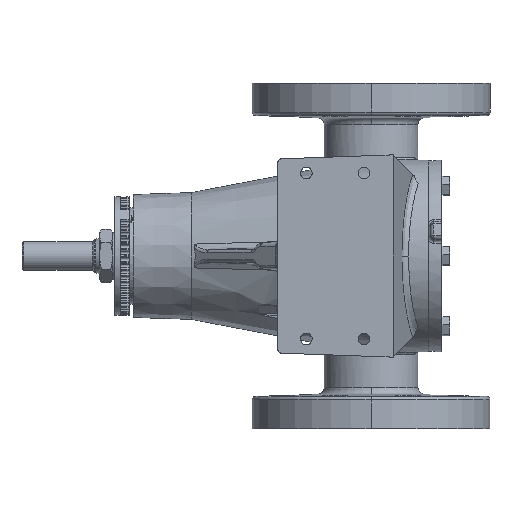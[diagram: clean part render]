
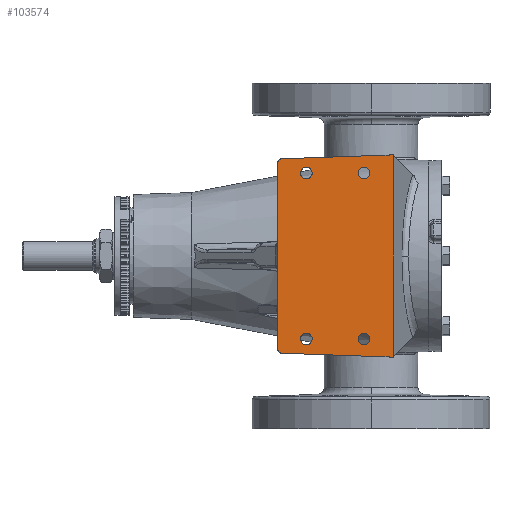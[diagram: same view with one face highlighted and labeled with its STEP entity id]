
A CAD part, front view. The second image highlights one B-rep face of the part: STEP entity #103574.
In plain terms, the highlighted planar face has unit normal (0, -1, 0).
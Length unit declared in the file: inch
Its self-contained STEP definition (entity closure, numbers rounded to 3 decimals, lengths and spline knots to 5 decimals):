
#104 = FACE_BOUND ( 'NONE', #67673, .T. ) ;
#429 = CIRCLE ( 'NONE', #61147, 0.20312 ) ;
#1601 = CIRCLE ( 'NONE', #2930, 0.12 ) ;
#2596 = DIRECTION ( 'NONE',  ( 0., -1., 0. ) ) ;
#2770 = LINE ( 'NONE', #11962, #15596 ) ;
#2828 = AXIS2_PLACEMENT_3D ( 'NONE', #12949, #60767, #52573 ) ;
#2930 = AXIS2_PLACEMENT_3D ( 'NONE', #101431, #20493, #77215 ) ;
#4038 = ORIENTED_EDGE ( 'NONE', *, *, #27872, .F. ) ;
#4081 = DIRECTION ( 'NONE',  ( 0., 0., 1. ) ) ;
#4701 = VECTOR ( 'NONE', #15469, 39.37008 ) ;
#5806 = ORIENTED_EDGE ( 'NONE', *, *, #31329, .F. ) ;
#6413 = FACE_BOUND ( 'NONE', #97692, .T. ) ;
#7420 = CARTESIAN_POINT ( 'NONE',  ( -4.25, -5.25, -2.67687 ) ) ;
#7697 = VERTEX_POINT ( 'NONE', #60365 ) ;
#8407 = AXIS2_PLACEMENT_3D ( 'NONE', #52942, #27694, #4081 ) ;
#9693 = VERTEX_POINT ( 'NONE', #68143 ) ;
#10554 = CARTESIAN_POINT ( 'NONE',  ( -5.12419, -5.25, -3.37404 ) ) ;
#11231 = VERTEX_POINT ( 'NONE', #101002 ) ;
#11939 = DIRECTION ( 'NONE',  ( 0., -1., 0. ) ) ;
#11962 = CARTESIAN_POINT ( 'NONE',  ( -5.24, -5.25, 0. ) ) ;
#12094 = VERTEX_POINT ( 'NONE', #67210 ) ;
#12320 = EDGE_LOOP ( 'NONE', ( #75480, #5806 ) ) ;
#12949 = CARTESIAN_POINT ( 'NONE',  ( -2.25, -5.25, 2.88 ) ) ;
#13059 = DIRECTION ( 'NONE',  ( 0.999, 0., -0.035 ) ) ;
#15469 = DIRECTION ( 'NONE',  ( 0.999, 0., 0.035 ) ) ;
#15596 = VECTOR ( 'NONE', #37297, 39.37008 ) ;
#16632 = CIRCLE ( 'NONE', #42348, 0.20312 ) ;
#18687 = DIRECTION ( 'NONE',  ( 0., 0., -1. ) ) ;
#18790 = EDGE_CURVE ( 'Defeatured_0_646+Defeatured_0_1072+Defeatured_0_1072+Defeatured_0_1072', #12094, #52070, #16632, .T. ) ;
#19157 = DIRECTION ( 'NONE',  ( 0., -1., 0. ) ) ;
#19406 = ORIENTED_EDGE ( 'NONE', *, *, #69881, .F. ) ;
#20467 = FACE_BOUND ( 'NONE', #31485, .T. ) ;
#20493 = DIRECTION ( 'NONE',  ( 0., 1., 0. ) ) ;
#21832 = CIRCLE ( 'NONE', #2828, 0.20312 ) ;
#22509 = VECTOR ( 'NONE', #80087, 39.37008 ) ;
#22944 = CARTESIAN_POINT ( 'NONE',  ( -4.25, -5.25, -3.08312 ) ) ;
#23032 = CARTESIAN_POINT ( 'NONE',  ( -1.24, -5.25, 0. ) ) ;
#23794 = DIRECTION ( 'NONE',  ( 0., -1., 0. ) ) ;
#25470 = ORIENTED_EDGE ( 'NONE', *, *, #40393, .F. ) ;
#27694 = DIRECTION ( 'NONE',  ( 0., 1., 0. ) ) ;
#27872 = EDGE_CURVE ( 'Defeatured_0_1064+Defeatured_0_1072+Defeatured_0_1071+Defeatured_0_1555', #82924, #47098, #1601, .T. ) ;
#27935 = AXIS2_PLACEMENT_3D ( 'NONE', #44786, #11939, #60817 ) ;
#29029 = CARTESIAN_POINT ( 'NONE',  ( -2.25, -5.25, -2.88 ) ) ;
#29522 = VERTEX_POINT ( 'NONE', #50388 ) ;
#29960 = AXIS2_PLACEMENT_3D ( 'NONE', #32700, #97599, #48720 ) ;
#30839 = ORIENTED_EDGE ( 'NONE', *, *, #18790, .F. ) ;
#31058 = CARTESIAN_POINT ( 'NONE',  ( -2.25, -5.25, 2.88 ) ) ;
#31329 = EDGE_CURVE ( 'Defeatured_0_645+Defeatured_0_1072+Defeatured_0_1072+Defeatured_0_1072', #29522, #38301, #21832, .T. ) ;
#31485 = EDGE_LOOP ( 'NONE', ( #32501, #56537 ) ) ;
#31486 = CARTESIAN_POINT ( 'NONE',  ( -2.25, -5.25, -3.08312 ) ) ;
#31978 = FACE_OUTER_BOUND ( 'NONE', #56243, .T. ) ;
#32501 = ORIENTED_EDGE ( 'NONE', *, *, #44556, .F. ) ;
#32700 = CARTESIAN_POINT ( 'NONE',  ( -4.25, -5.25, -2.88 ) ) ;
#34477 = CIRCLE ( 'NONE', #55289, 0.20312 ) ;
#36856 = DIRECTION ( 'NONE',  ( 0., -1., 0. ) ) ;
#37297 = DIRECTION ( 'NONE',  ( 0., 0., -1. ) ) ;
#37641 = EDGE_CURVE ( 'Defeatured_0_644+Defeatured_0_1072+Defeatured_0_1072+Defeatured_0_1072', #62221, #76479, #34477, .T. ) ;
#38301 = VERTEX_POINT ( 'NONE', #104046 ) ;
#38782 = AXIS2_PLACEMENT_3D ( 'NONE', #52841, #69977, #53534 ) ;
#40353 = CIRCLE ( 'NONE', #61980, 0.20312 ) ;
#40393 = EDGE_CURVE ( 'Defeatured_0_1063+Defeatured_0_1072+Defeatured_0_1555+Defeatured_0_1073', #45340, #102352, #86863, .T. ) ;
#42348 = AXIS2_PLACEMENT_3D ( 'NONE', #42384, #19157, #76236 ) ;
#42384 = CARTESIAN_POINT ( 'NONE',  ( -4.25, -5.25, 2.88 ) ) ;
#43254 = ORIENTED_EDGE ( 'NONE', *, *, #104828, .T. ) ;
#43285 = PLANE ( 'NONE',  #38782 ) ;
#44213 = LINE ( 'NONE', #23032, #22509 ) ;
#44506 = CARTESIAN_POINT ( 'NONE',  ( -5.24, -5.25, -3.25412 ) ) ;
#44556 = EDGE_CURVE ( 'Defeatured_0_644+Defeatured_0_1072+Defeatured_0_1072+Defeatured_0_1072', #76479, #62221, #89112, .T. ) ;
#44786 = CARTESIAN_POINT ( 'NONE',  ( -4.25, -5.25, 2.88 ) ) ;
#45051 = DIRECTION ( 'NONE',  ( 0., 0., -1. ) ) ;
#45340 = VERTEX_POINT ( 'NONE', #66765 ) ;
#46554 = AXIS2_PLACEMENT_3D ( 'NONE', #31058, #79909, #95610 ) ;
#47098 = VERTEX_POINT ( 'NONE', #44506 ) ;
#48151 = LINE ( 'NONE', #64366, #4701 ) ;
#48681 = ORIENTED_EDGE ( 'NONE', *, *, #91922, .F. ) ;
#48720 = DIRECTION ( 'NONE',  ( 0., 0., -1. ) ) ;
#48741 = DIRECTION ( 'NONE',  ( 0., 0., -1. ) ) ;
#50388 = CARTESIAN_POINT ( 'NONE',  ( -2.25, -5.25, 3.08312 ) ) ;
#52070 = VERTEX_POINT ( 'NONE', #77857 ) ;
#52420 = CIRCLE ( 'NONE', #46554, 0.20312 ) ;
#52573 = DIRECTION ( 'NONE',  ( 0., 0., -1. ) ) ;
#52841 = CARTESIAN_POINT ( 'NONE',  ( 0., -5.25, 0. ) ) ;
#52942 = CARTESIAN_POINT ( 'NONE',  ( -5.12, -5.25, 3.25412 ) ) ;
#53534 = DIRECTION ( 'NONE',  ( 0., 0., 1. ) ) ;
#53606 = EDGE_CURVE ( 'Defeatured_0_645+Defeatured_0_1072+Defeatured_0_1072+Defeatured_0_1072', #38301, #29522, #52420, .T. ) ;
#54230 = EDGE_CURVE ( 'Defeatured_0_1072+Defeatured_0_1071+Defeatured_0_1064+Defeatured_0_1565', #82924, #11231, #85311, .T. ) ;
#55289 = AXIS2_PLACEMENT_3D ( 'NONE', #100321, #2596, #18687 ) ;
#56243 = EDGE_LOOP ( 'NONE', ( #25470, #61716, #4038, #94841, #43254, #48681 ) ) ;
#56537 = ORIENTED_EDGE ( 'NONE', *, *, #37641, .F. ) ;
#59418 = EDGE_CURVE ( 'Defeatured_0_1072+Defeatured_0_1555+Defeatured_0_1063+Defeatured_0_1064', #45340, #47098, #2770, .T. ) ;
#60062 = FACE_BOUND ( 'NONE', #12320, .T. ) ;
#60365 = CARTESIAN_POINT ( 'NONE',  ( -1.24, -5.25, 3.50968 ) ) ;
#60767 = DIRECTION ( 'NONE',  ( 0., -1., 0. ) ) ;
#60817 = DIRECTION ( 'NONE',  ( 0., 0., -1. ) ) ;
#61147 = AXIS2_PLACEMENT_3D ( 'NONE', #96928, #23794, #48741 ) ;
#61716 = ORIENTED_EDGE ( 'NONE', *, *, #59418, .T. ) ;
#61980 = AXIS2_PLACEMENT_3D ( 'NONE', #29029, #36856, #45051 ) ;
#62221 = VERTEX_POINT ( 'NONE', #7420 ) ;
#63176 = ORIENTED_EDGE ( 'NONE', *, *, #96785, .F. ) ;
#64366 = CARTESIAN_POINT ( 'NONE',  ( -0.12392, -5.25, 3.54866 ) ) ;
#64498 = CARTESIAN_POINT ( 'NONE',  ( -5.12419, -5.25, 3.37404 ) ) ;
#64916 = EDGE_CURVE ( 'Defeatured_0_646+Defeatured_0_1072+Defeatured_0_1072+Defeatured_0_1072', #52070, #12094, #68993, .T. ) ;
#66765 = CARTESIAN_POINT ( 'NONE',  ( -5.24, -5.25, 3.25412 ) ) ;
#67210 = CARTESIAN_POINT ( 'NONE',  ( -4.25, -5.25, 3.08312 ) ) ;
#67673 = EDGE_LOOP ( 'NONE', ( #19406, #63176 ) ) ;
#68143 = CARTESIAN_POINT ( 'NONE',  ( -2.25, -5.25, -2.67687 ) ) ;
#68993 = CIRCLE ( 'NONE', #27935, 0.20312 ) ;
#69881 = EDGE_CURVE ( 'Defeatured_0_643+Defeatured_0_1072+Defeatured_0_1072+Defeatured_0_1072', #86760, #9693, #429, .T. ) ;
#69977 = DIRECTION ( 'NONE',  ( 0., 1., 0. ) ) ;
#70866 = ORIENTED_EDGE ( 'NONE', *, *, #64916, .F. ) ;
#75480 = ORIENTED_EDGE ( 'NONE', *, *, #53606, .F. ) ;
#76236 = DIRECTION ( 'NONE',  ( 0., 0., -1. ) ) ;
#76479 = VERTEX_POINT ( 'NONE', #22944 ) ;
#77215 = DIRECTION ( 'NONE',  ( 0., 0., 1. ) ) ;
#77857 = CARTESIAN_POINT ( 'NONE',  ( -4.25, -5.25, 2.67687 ) ) ;
#79909 = DIRECTION ( 'NONE',  ( 0., -1., 0. ) ) ;
#80087 = DIRECTION ( 'NONE',  ( 0., 0., 1. ) ) ;
#81558 = VECTOR ( 'NONE', #13059, 39.37008 ) ;
#82924 = VERTEX_POINT ( 'NONE', #10554 ) ;
#85311 = LINE ( 'NONE', #95462, #81558 ) ;
#86760 = VERTEX_POINT ( 'NONE', #31486 ) ;
#86863 = CIRCLE ( 'NONE', #8407, 0.12 ) ;
#89112 = CIRCLE ( 'NONE', #29960, 0.20312 ) ;
#91922 = EDGE_CURVE ( 'Defeatured_0_1073+Defeatured_0_1072+Defeatured_0_1063+Defeatured_0_1565', #102352, #7697, #48151, .T. ) ;
#94841 = ORIENTED_EDGE ( 'NONE', *, *, #54230, .T. ) ;
#95462 = CARTESIAN_POINT ( 'NONE',  ( -0.12392, -5.25, -3.54866 ) ) ;
#95610 = DIRECTION ( 'NONE',  ( 0., 0., -1. ) ) ;
#96785 = EDGE_CURVE ( 'Defeatured_0_643+Defeatured_0_1072+Defeatured_0_1072+Defeatured_0_1072', #9693, #86760, #40353, .T. ) ;
#96928 = CARTESIAN_POINT ( 'NONE',  ( -2.25, -5.25, -2.88 ) ) ;
#97599 = DIRECTION ( 'NONE',  ( 0., -1., 0. ) ) ;
#97692 = EDGE_LOOP ( 'NONE', ( #70866, #30839 ) ) ;
#100321 = CARTESIAN_POINT ( 'NONE',  ( -4.25, -5.25, -2.88 ) ) ;
#101002 = CARTESIAN_POINT ( 'NONE',  ( -1.24, -5.25, -3.50968 ) ) ;
#101431 = CARTESIAN_POINT ( 'NONE',  ( -5.12, -5.25, -3.25412 ) ) ;
#102352 = VERTEX_POINT ( 'NONE', #64498 ) ;
#103574 = ADVANCED_FACE ( 'Defeatured_0_1072', ( #6413, #60062, #20467, #31978, #104 ), #43285, .F. ) ;
#104046 = CARTESIAN_POINT ( 'NONE',  ( -2.25, -5.25, 2.67687 ) ) ;
#104828 = EDGE_CURVE ( 'Defeatured_0_1072+Defeatured_0_1565+Defeatured_0_1071+Defeatured_0_1073', #11231, #7697, #44213, .T. ) ;
